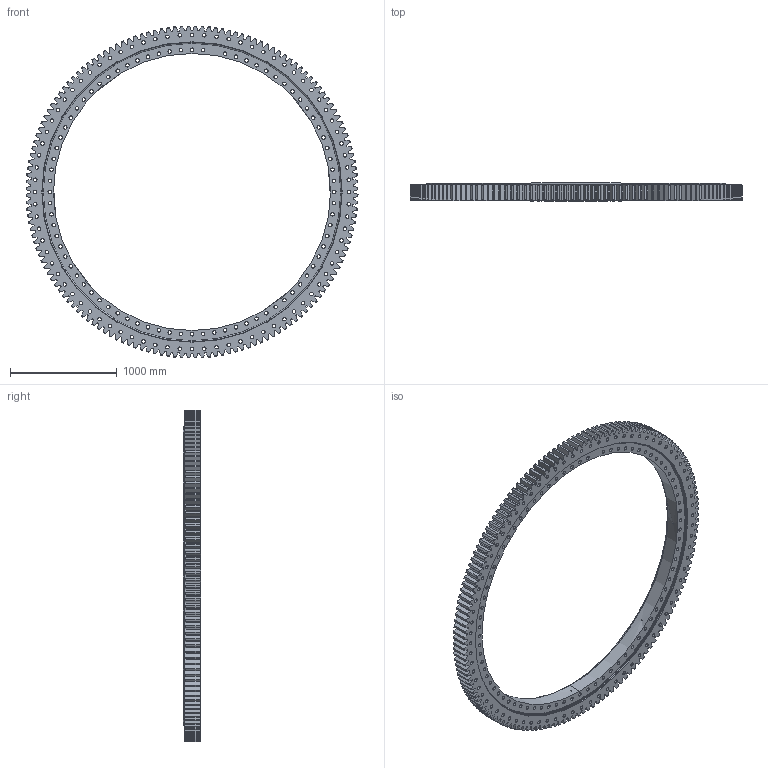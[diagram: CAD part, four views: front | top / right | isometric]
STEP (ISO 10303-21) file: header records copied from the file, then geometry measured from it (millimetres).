
FILE_DESCRIPTION (( 'STEP AP203' ), '1' );
FILE_NAME ('06-2810-09.STEP', '2017-12-27T09:10:33', ( 'defontaine' ), ( 'Hewlett-Packard Company' ), 'SwSTEP 2.0', 'SolidWorks 2016', '' );
FILE_SCHEMA (( 'CONFIG_CONTROL_DESIGN' ));
Length unit declared in the file: millimetre
Products named in the file (1): 06-2810-09
Bounding box: 3115.68 x 164 x 3115.68 mm (x, y, z)
Volume: 259340439.7 mm3; surface area: 14125090.6 mm2
Topology: 5 solids, 5 shells, 1335 faces, 3938 edges, 2611 vertices
Faces by surface type: cylinder 659, cone 320, plane 320, torus 36
Entity records: 47616 total; most frequent: CARTESIAN_POINT 10925, ORIENTED_EDGE 7876, DIRECTION 7617, EDGE_CURVE 3938, AXIS2_PLACEMENT_3D 3015, VERTEX_POINT 2611, CIRCLE 1679, EDGE_LOOP 1675
